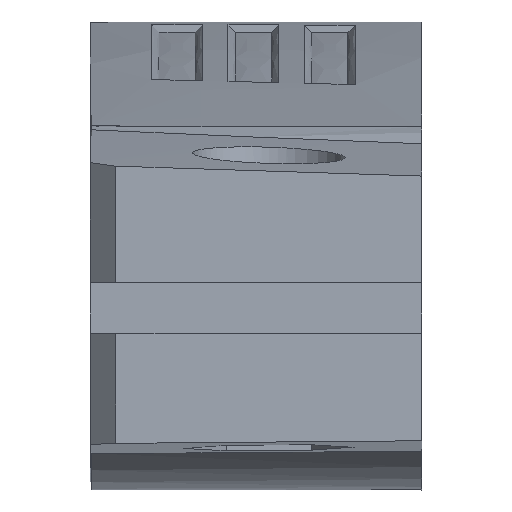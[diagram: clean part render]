
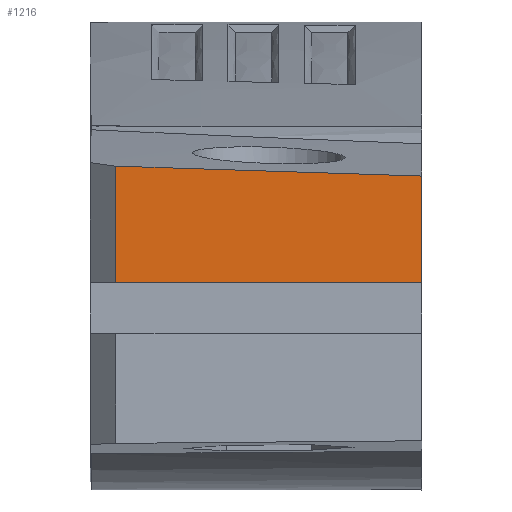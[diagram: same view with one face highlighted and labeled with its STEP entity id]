
A CAD part, front view. The second image highlights one B-rep face of the part: STEP entity #1216.
In plain terms, the highlighted planar face has unit normal (0, -1, 0).
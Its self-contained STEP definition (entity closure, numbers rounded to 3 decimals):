
#81=B_SPLINE_CURVE_WITH_KNOTS('',3,(#2706,#2707,#2708,#2709),
 .UNSPECIFIED.,.F.,.F.,(4,4),(-1.198,0.),
 .UNSPECIFIED.);
#131=PLANE('',#1301);
#185=LINE('',#2787,#273);
#190=LINE('',#2797,#278);
#191=LINE('',#2798,#279);
#273=VECTOR('',#1445,10.);
#278=VECTOR('',#1456,10.);
#279=VECTOR('',#1457,10.);
#379=FACE_OUTER_BOUND('',#452,.T.);
#452=EDGE_LOOP('',(#1014,#1015,#1016,#1017));
#594=VERTEX_POINT('',#2700);
#595=VERTEX_POINT('',#2705);
#600=VERTEX_POINT('',#2784);
#601=VERTEX_POINT('',#2786);
#743=EDGE_CURVE('',#594,#595,#81,.T.);
#751=EDGE_CURVE('',#600,#601,#185,.T.);
#757=EDGE_CURVE('',#595,#600,#190,.T.);
#758=EDGE_CURVE('',#601,#594,#191,.T.);
#1014=ORIENTED_EDGE('',*,*,#751,.F.);
#1015=ORIENTED_EDGE('',*,*,#757,.F.);
#1016=ORIENTED_EDGE('',*,*,#743,.F.);
#1017=ORIENTED_EDGE('',*,*,#758,.F.);
#1216=ADVANCED_FACE('',(#379),#131,.F.);
#1301=AXIS2_PLACEMENT_3D('',#2796,#1454,#1455);
#1445=DIRECTION('',(-1.,0.,0.));
#1454=DIRECTION('center_axis',(0.,1.,0.));
#1455=DIRECTION('ref_axis',(-1.,0.,0.));
#1456=DIRECTION('',(0.,0.,-1.));
#1457=DIRECTION('',(0.,0.,1.));
#2700=CARTESIAN_POINT('',(-152.,-41.,6.364));
#2705=CARTESIAN_POINT('',(-140.,-41.,5.976));
#2706=CARTESIAN_POINT('Ctrl Pts',(-152.,-41.,6.364));
#2707=CARTESIAN_POINT('Ctrl Pts',(-147.998,-41.,6.236));
#2708=CARTESIAN_POINT('Ctrl Pts',(-143.991,-41.,6.106));
#2709=CARTESIAN_POINT('Ctrl Pts',(-140.,-41.,5.976));
#2784=CARTESIAN_POINT('',(-140.,-41.,1.799));
#2786=CARTESIAN_POINT('',(-152.,-41.,1.799));
#2787=CARTESIAN_POINT('',(-140.,-41.,1.799));
#2796=CARTESIAN_POINT('Origin',(-140.,-41.,0.));
#2797=CARTESIAN_POINT('',(-140.,-41.,2.489));
#2798=CARTESIAN_POINT('',(-152.,-41.,0.));
